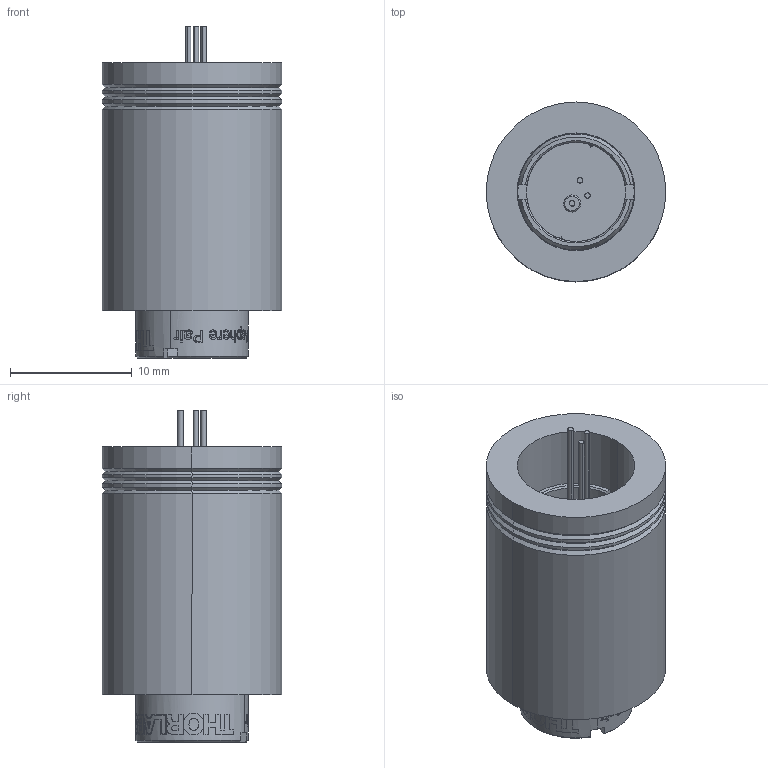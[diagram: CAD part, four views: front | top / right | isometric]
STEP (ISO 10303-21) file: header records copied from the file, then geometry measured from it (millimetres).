
FILE_DESCRIPTION (( 'STEP AP214' ), '1' );
FILE_NAME ('1607-E0W.STEP', '2022-11-08T19:20:08', ( '' ), ( '' ), 'SwSTEP 2.0', 'SolidWorks 2022', '' );
FILE_SCHEMA (( 'AUTOMOTIVE_DESIGN' ));
Length unit declared in the file: inch
Products named in the file (1): 1607-E0W
Bounding box: 14.73 x 14.73 x 27.22 mm (x, y, z)
Volume: 2750.7 mm3; surface area: 3445.3 mm2
Topology: 7 solids, 7 shells, 278 faces, 1153 edges, 987 vertices
Faces by surface type: cylinder 156, plane 56, cone 40, bspline 20, torus 6
Entity records: 22849 total; most frequent: CARTESIAN_POINT 9812, ORIENTED_EDGE 2290, DIRECTION 1521, EDGE_CURVE 1145, VERTEX_POINT 987, AXIS2_PLACEMENT_3D 634, B_SPLINE_CURVE_WITH_KNOTS 507, EDGE_LOOP 394
